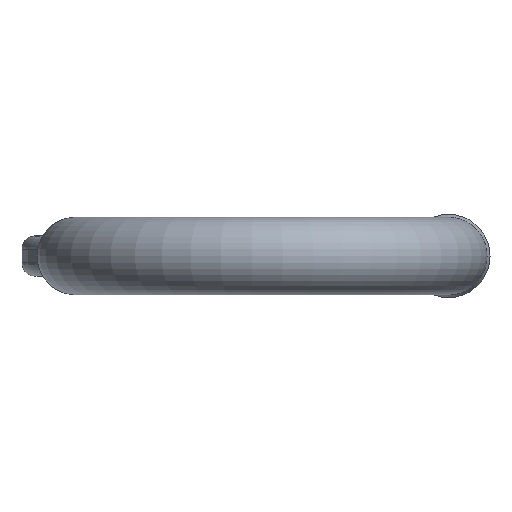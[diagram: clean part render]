
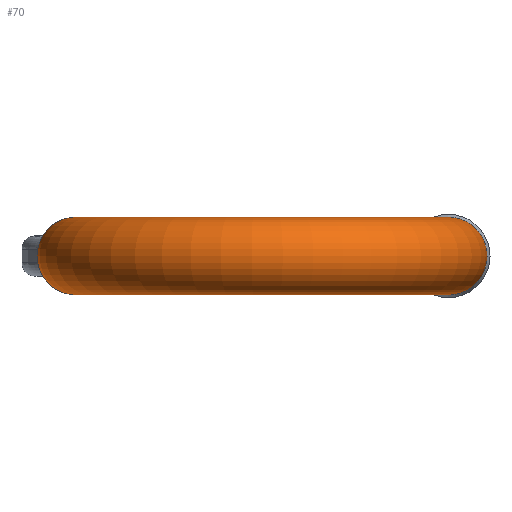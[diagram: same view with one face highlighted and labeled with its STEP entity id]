
A CAD part, front view. The second image highlights one B-rep face of the part: STEP entity #70.
In plain terms, the highlighted toroidal (fillet/blend) face has major radius 120 mm and minor radius 25 mm.
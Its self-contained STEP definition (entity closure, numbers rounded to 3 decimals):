
#60=TOROIDAL_SURFACE('',#471,120.,25.);
#70=ADVANCED_FACE('',(#126,#127),#60,.T.);
#103=CIRCLE('',#463,25.);
#104=CIRCLE('',#465,25.);
#126=FACE_BOUND('',#142,.T.);
#127=FACE_BOUND('',#143,.T.);
#142=EDGE_LOOP('',(#250));
#143=EDGE_LOOP('',(#251));
#250=ORIENTED_EDGE('',*,*,#409,.T.);
#251=ORIENTED_EDGE('',*,*,#410,.F.);
#365=VERTEX_POINT('',#875);
#366=VERTEX_POINT('',#878);
#409=EDGE_CURVE('',#365,#365,#103,.T.);
#410=EDGE_CURVE('',#366,#366,#104,.T.);
#463=AXIS2_PLACEMENT_3D('',#874,#532,#533);
#465=AXIS2_PLACEMENT_3D('',#877,#536,#537);
#471=AXIS2_PLACEMENT_3D('',#887,#548,#549);
#532=DIRECTION('',(0.,-1.,0.));
#533=DIRECTION('',(0.,0.,1.));
#536=DIRECTION('',(0.,1.,0.));
#537=DIRECTION('',(0.,0.,1.));
#548=DIRECTION('',(0.,0.,1.));
#549=DIRECTION('',(1.,0.,0.));
#874=CARTESIAN_POINT('',(-120.,-80.,0.));
#875=CARTESIAN_POINT('',(-120.,-80.,25.));
#877=CARTESIAN_POINT('',(120.,-80.,0.));
#878=CARTESIAN_POINT('',(120.,-80.,25.));
#887=CARTESIAN_POINT('',(0.,-80.,0.));
